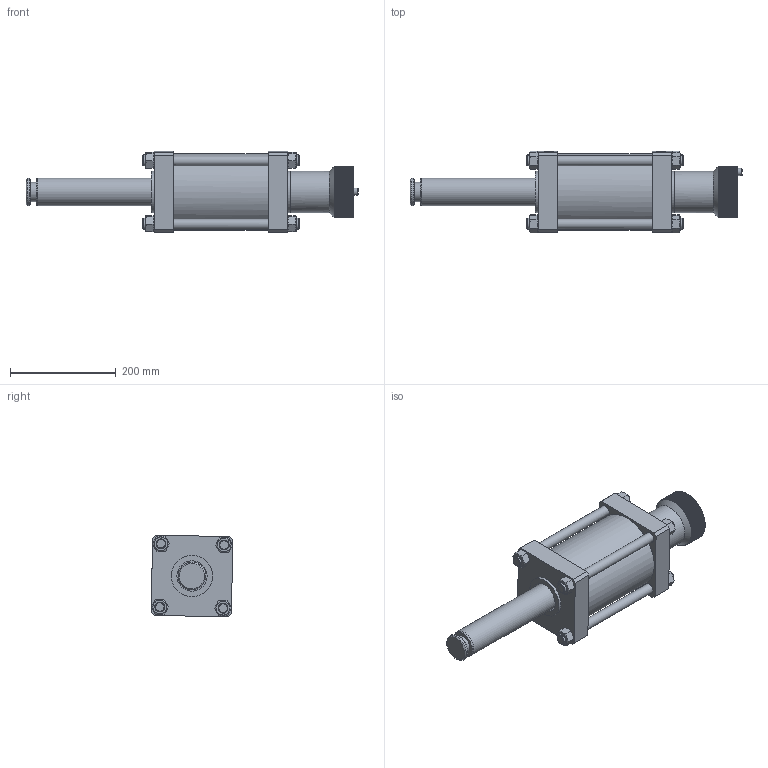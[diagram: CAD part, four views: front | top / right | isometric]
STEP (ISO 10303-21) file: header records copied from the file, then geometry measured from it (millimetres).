
FILE_DESCRIPTION(('FreeCAD Model'),'2;1');
FILE_NAME('Open CASCADE Shape Model','2025-05-07T22:57:14',('FreeCAD'),( 'FreeCAD'),'Open CASCADE STEP processor 7.6','FreeCAD','Unknown');
FILE_SCHEMA(('AUTOMOTIVE_DESIGN { 1 0 10303 214 1 1 1 1 }'));
Products named in the file (1): Open CASCADE STEP translator 7.6 1
Bounding box: 628.87 x 154.6 x 154.6 mm (x, y, z)
Volume: 4825706.4 mm3; surface area: 697884.6 mm2
Topology: 21 solids, 21 shells, 13300 faces, 27630 edges, 14414 vertices
Faces by surface type: bspline 13300
Entity records: 502915 total; most frequent: CARTESIAN_POINT 328487, ORIENTED_EDGE 55256, EDGE_CURVE 27628, B_SPLINE_CURVE_WITH_KNOTS 26486, VERTEX_POINT 14414, FACE_BOUND 13398, EDGE_LOOP 13398, ADVANCED_FACE 13300
